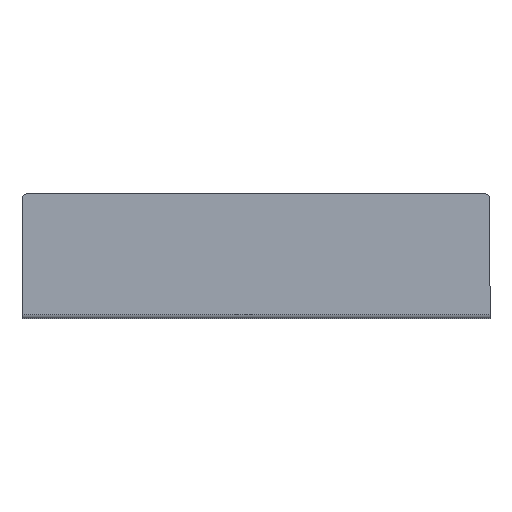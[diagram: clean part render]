
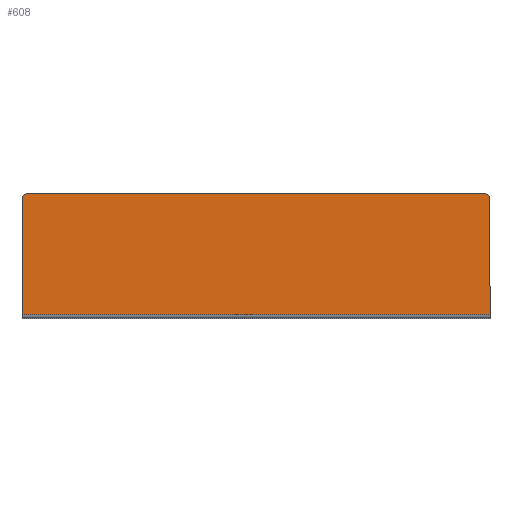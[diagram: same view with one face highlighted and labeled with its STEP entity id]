
A CAD part, top view. The second image highlights one B-rep face of the part: STEP entity #608.
In plain terms, the highlighted planar face has unit normal (0, 0, 1).
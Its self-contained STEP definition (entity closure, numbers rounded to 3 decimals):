
#53 = DIRECTION ( 'NONE',  ( -1., 0., 0. ) ) ;
#60 = DIRECTION ( 'NONE',  ( 0., 0., 1. ) ) ;
#89 = ORIENTED_EDGE ( 'NONE', *, *, #237, .T. ) ;
#90 = AXIS2_PLACEMENT_3D ( 'NONE', #873, #60, #333 ) ;
#94 = ORIENTED_EDGE ( 'NONE', *, *, #787, .T. ) ;
#134 = CARTESIAN_POINT ( 'NONE',  ( 0., 98.5, 40. ) ) ;
#138 = DIRECTION ( 'NONE',  ( -1., 0., 0. ) ) ;
#156 = VERTEX_POINT ( 'NONE', #456 ) ;
#162 = DIRECTION ( 'NONE',  ( -1., 0., 0. ) ) ;
#192 = CARTESIAN_POINT ( 'NONE',  ( 0., 0., 40. ) ) ;
#195 = PLANE ( 'NONE',  #714 ) ;
#205 = DIRECTION ( 'NONE',  ( 0., 0., -1. ) ) ;
#225 = DIRECTION ( 'NONE',  ( 0., 1., 0. ) ) ;
#237 = EDGE_CURVE ( 'NONE', #509, #601, #265, .T. ) ;
#265 = CIRCLE ( 'NONE', #90, 5. ) ;
#282 = LINE ( 'NONE', #416, #656 ) ;
#288 = CARTESIAN_POINT ( 'NONE',  ( -187., 0., 40. ) ) ;
#299 = EDGE_LOOP ( 'NONE', ( #506, #89, #684, #386, #94, #614 ) ) ;
#301 = CARTESIAN_POINT ( 'NONE',  ( 182., 93.5, 40. ) ) ;
#330 = CARTESIAN_POINT ( 'NONE',  ( -187., 1.5, 40. ) ) ;
#333 = DIRECTION ( 'NONE',  ( -1., 0., 0. ) ) ;
#367 = VECTOR ( 'NONE', #496, 1000. ) ;
#378 = EDGE_CURVE ( 'NONE', #601, #704, #629, .T. ) ;
#386 = ORIENTED_EDGE ( 'NONE', *, *, #810, .F. ) ;
#416 = CARTESIAN_POINT ( 'NONE',  ( -187., 1.5, 40. ) ) ;
#423 = LINE ( 'NONE', #495, #501 ) ;
#451 = CIRCLE ( 'NONE', #466, 5. ) ;
#452 = VERTEX_POINT ( 'NONE', #625 ) ;
#456 = CARTESIAN_POINT ( 'NONE',  ( 187., 93.5, 40. ) ) ;
#466 = AXIS2_PLACEMENT_3D ( 'NONE', #301, #513, #162 ) ;
#495 = CARTESIAN_POINT ( 'NONE',  ( 187., 0., 40. ) ) ;
#496 = DIRECTION ( 'NONE',  ( 0., -1., 0. ) ) ;
#501 = VECTOR ( 'NONE', #225, 1000. ) ;
#506 = ORIENTED_EDGE ( 'NONE', *, *, #705, .T. ) ;
#507 = EDGE_CURVE ( 'NONE', #156, #452, #451, .T. ) ;
#509 = VERTEX_POINT ( 'NONE', #579 ) ;
#513 = DIRECTION ( 'NONE',  ( 0., 0., 1. ) ) ;
#545 = FACE_OUTER_BOUND ( 'NONE', #299, .T. ) ;
#579 = CARTESIAN_POINT ( 'NONE',  ( -182., 98.5, 40. ) ) ;
#601 = VERTEX_POINT ( 'NONE', #816 ) ;
#602 = LINE ( 'NONE', #134, #825 ) ;
#608 = ADVANCED_FACE ( 'NONE', ( #545 ), #195, .F. ) ;
#614 = ORIENTED_EDGE ( 'NONE', *, *, #507, .T. ) ;
#625 = CARTESIAN_POINT ( 'NONE',  ( 182., 98.5, 40. ) ) ;
#627 = DIRECTION ( 'NONE',  ( -1., 0., 0. ) ) ;
#629 = LINE ( 'NONE', #288, #367 ) ;
#656 = VECTOR ( 'NONE', #138, 1000. ) ;
#684 = ORIENTED_EDGE ( 'NONE', *, *, #378, .T. ) ;
#704 = VERTEX_POINT ( 'NONE', #330 ) ;
#705 = EDGE_CURVE ( 'NONE', #452, #509, #602, .T. ) ;
#714 = AXIS2_PLACEMENT_3D ( 'NONE', #192, #205, #53 ) ;
#747 = VERTEX_POINT ( 'NONE', #838 ) ;
#787 = EDGE_CURVE ( 'NONE', #747, #156, #423, .T. ) ;
#810 = EDGE_CURVE ( 'NONE', #747, #704, #282, .T. ) ;
#816 = CARTESIAN_POINT ( 'NONE',  ( -187., 93.5, 40. ) ) ;
#825 = VECTOR ( 'NONE', #627, 1000. ) ;
#838 = CARTESIAN_POINT ( 'NONE',  ( 187., 1.5, 40. ) ) ;
#873 = CARTESIAN_POINT ( 'NONE',  ( -182., 93.5, 40. ) ) ;
